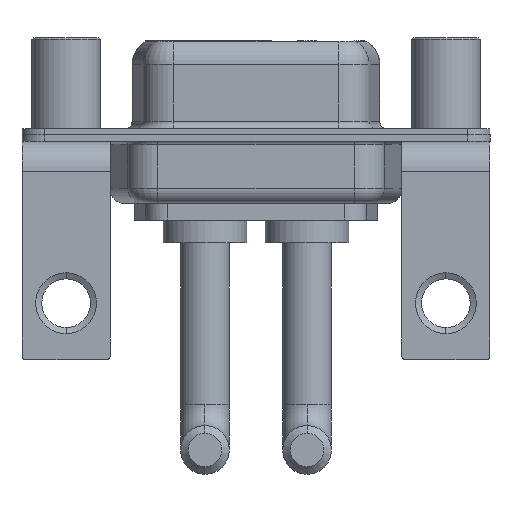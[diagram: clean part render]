
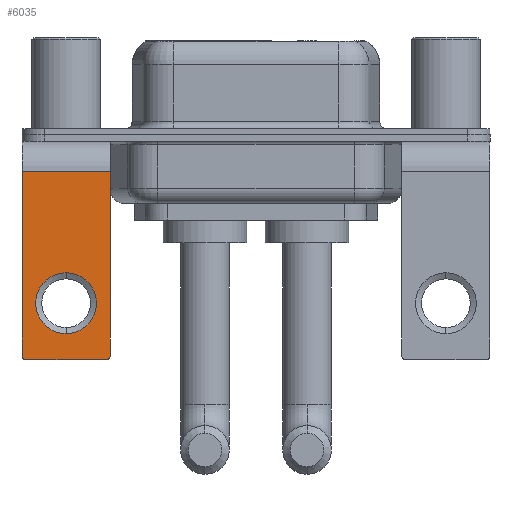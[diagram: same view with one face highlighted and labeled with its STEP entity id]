
A CAD part, front view. The second image highlights one B-rep face of the part: STEP entity #6035.
In plain terms, the highlighted planar face has unit normal (0, -1, 0).
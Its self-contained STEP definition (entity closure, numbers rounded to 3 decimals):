
#249 = VECTOR ( 'NONE', #715, 1000. ) ;
#715 = DIRECTION ( 'NONE',  ( -1., 0., 0. ) ) ;
#1028 = ORIENTED_EDGE ( 'NONE', *, *, #8797, .F. ) ;
#1058 = CARTESIAN_POINT ( 'NONE',  ( 2.65, -6.25, -14.8 ) ) ;
#1350 = EDGE_CURVE ( 'NONE', #5552, #3365, #7558, .T. ) ;
#1368 = EDGE_LOOP ( 'NONE', ( #10809, #15212, #11812, #13789, #1028, #15813 ) ) ;
#1391 = CARTESIAN_POINT ( 'NONE',  ( -2.9, -6.25, -2.4 ) ) ;
#1417 = LINE ( 'NONE', #13945, #6190 ) ;
#1618 = VERTEX_POINT ( 'NONE', #1391 ) ;
#2184 = CARTESIAN_POINT ( 'NONE',  ( 2.9, -6.25, -14.55 ) ) ;
#2918 = DIRECTION ( 'NONE',  ( 0., 1., 0. ) ) ;
#2965 = CARTESIAN_POINT ( 'NONE',  ( 2.9, -6.25, -2.4 ) ) ;
#3022 = VERTEX_POINT ( 'NONE', #5369 ) ;
#3039 = DIRECTION ( 'NONE',  ( 0., 0., -1. ) ) ;
#3224 = VERTEX_POINT ( 'NONE', #1058 ) ;
#3365 = VERTEX_POINT ( 'NONE', #10982 ) ;
#3738 = FACE_OUTER_BOUND ( 'NONE', #1368, .T. ) ;
#4131 = DIRECTION ( 'NONE',  ( 0., 1., 0. ) ) ;
#4352 = EDGE_CURVE ( 'NONE', #3224, #6940, #10950, .T. ) ;
#4515 = CARTESIAN_POINT ( 'NONE',  ( 0., -6.25, -9.07 ) ) ;
#4538 = AXIS2_PLACEMENT_3D ( 'NONE', #15456, #14247, #15535 ) ;
#5245 = DIRECTION ( 'NONE',  ( 0., 0., 1. ) ) ;
#5369 = CARTESIAN_POINT ( 'NONE',  ( 2.9, -6.25, -2.4 ) ) ;
#5428 = EDGE_CURVE ( 'NONE', #3224, #6312, #9090, .T. ) ;
#5430 = LINE ( 'NONE', #2965, #249 ) ;
#5517 = CARTESIAN_POINT ( 'NONE',  ( -2.65, -6.25, -14.55 ) ) ;
#5552 = VERTEX_POINT ( 'NONE', #4515 ) ;
#5584 = VECTOR ( 'NONE', #6759, 1000. ) ;
#5808 = CARTESIAN_POINT ( 'NONE',  ( 0., -6.25, -11.07 ) ) ;
#6035 = ADVANCED_FACE ( 'NONE', ( #14713, #3738 ), #8793, .F. ) ;
#6190 = VECTOR ( 'NONE', #6202, 1000. ) ;
#6202 = DIRECTION ( 'NONE',  ( 0., 0., -1. ) ) ;
#6282 = CARTESIAN_POINT ( 'NONE',  ( -2.9, -6.25, -14.55 ) ) ;
#6312 = VERTEX_POINT ( 'NONE', #11738 ) ;
#6433 = LINE ( 'NONE', #15208, #10743 ) ;
#6463 = CARTESIAN_POINT ( 'NONE',  ( 2.9, -6.25, -2.4 ) ) ;
#6607 = CARTESIAN_POINT ( 'NONE',  ( 2.9, -6.25, -14.8 ) ) ;
#6759 = DIRECTION ( 'NONE',  ( -1., 0., 0. ) ) ;
#6940 = VERTEX_POINT ( 'NONE', #2184 ) ;
#7034 = EDGE_LOOP ( 'NONE', ( #7222, #9605 ) ) ;
#7168 = AXIS2_PLACEMENT_3D ( 'NONE', #5517, #11620, #15303 ) ;
#7222 = ORIENTED_EDGE ( 'NONE', *, *, #12394, .T. ) ;
#7558 = CIRCLE ( 'NONE', #10107, 2. ) ;
#8030 = DIRECTION ( 'NONE',  ( 0., 0., 1. ) ) ;
#8793 = PLANE ( 'NONE',  #8900 ) ;
#8797 = EDGE_CURVE ( 'NONE', #3022, #6940, #1417, .T. ) ;
#8900 = AXIS2_PLACEMENT_3D ( 'NONE', #6463, #4131, #5245 ) ;
#9090 = LINE ( 'NONE', #6607, #5584 ) ;
#9235 = CARTESIAN_POINT ( 'NONE',  ( 0., -6.25, -11.07 ) ) ;
#9438 = EDGE_CURVE ( 'NONE', #3022, #1618, #5430, .T. ) ;
#9605 = ORIENTED_EDGE ( 'NONE', *, *, #1350, .T. ) ;
#10107 = AXIS2_PLACEMENT_3D ( 'NONE', #9235, #2918, #8030 ) ;
#10710 = DIRECTION ( 'NONE',  ( 0., 1., 0. ) ) ;
#10743 = VECTOR ( 'NONE', #3039, 1000. ) ;
#10809 = ORIENTED_EDGE ( 'NONE', *, *, #15327, .T. ) ;
#10950 = CIRCLE ( 'NONE', #4538, 0.25 ) ;
#10982 = CARTESIAN_POINT ( 'NONE',  ( 0., -6.25, -13.07 ) ) ;
#11620 = DIRECTION ( 'NONE',  ( 0., -1., 0. ) ) ;
#11640 = EDGE_CURVE ( 'NONE', #14730, #6312, #11984, .T. ) ;
#11738 = CARTESIAN_POINT ( 'NONE',  ( -2.65, -6.25, -14.8 ) ) ;
#11812 = ORIENTED_EDGE ( 'NONE', *, *, #5428, .F. ) ;
#11984 = CIRCLE ( 'NONE', #7168, 0.25 ) ;
#12394 = EDGE_CURVE ( 'NONE', #3365, #5552, #15801, .T. ) ;
#13240 = AXIS2_PLACEMENT_3D ( 'NONE', #5808, #10710, #15608 ) ;
#13789 = ORIENTED_EDGE ( 'NONE', *, *, #4352, .T. ) ;
#13945 = CARTESIAN_POINT ( 'NONE',  ( 2.9, -6.25, -2.4 ) ) ;
#14247 = DIRECTION ( 'NONE',  ( 0., -1., 0. ) ) ;
#14713 = FACE_BOUND ( 'NONE', #7034, .T. ) ;
#14730 = VERTEX_POINT ( 'NONE', #6282 ) ;
#15208 = CARTESIAN_POINT ( 'NONE',  ( -2.9, -6.25, -2.4 ) ) ;
#15212 = ORIENTED_EDGE ( 'NONE', *, *, #11640, .T. ) ;
#15303 = DIRECTION ( 'NONE',  ( 0., 0., 1. ) ) ;
#15327 = EDGE_CURVE ( 'NONE', #1618, #14730, #6433, .T. ) ;
#15456 = CARTESIAN_POINT ( 'NONE',  ( 2.65, -6.25, -14.55 ) ) ;
#15535 = DIRECTION ( 'NONE',  ( 0., 0., 1. ) ) ;
#15608 = DIRECTION ( 'NONE',  ( 0., 0., 1. ) ) ;
#15801 = CIRCLE ( 'NONE', #13240, 2. ) ;
#15813 = ORIENTED_EDGE ( 'NONE', *, *, #9438, .T. ) ;
